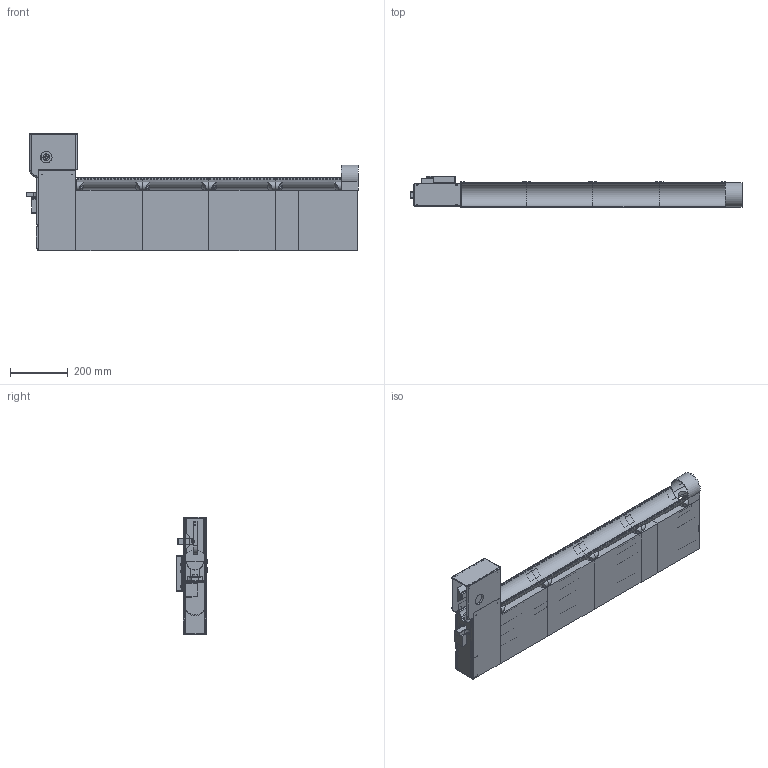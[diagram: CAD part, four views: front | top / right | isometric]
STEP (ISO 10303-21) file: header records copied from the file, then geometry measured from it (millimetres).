
FILE_DESCRIPTION(/* description */ (''),/* implementation_level */ '2;1');
FILE_NAME(/* name */ '8a4350f8-7377-418a-b40d-a8e6a9ee4399.stp',/* time_stamp */ '2021-02-11T12:09:20+00:00',/* author */ (''),/* organization */ (''),/* preprocessor_version */ 'ST-DEVELOPER v18.1',/* originating_system */ 'Autodesk Translation Framework v9.7.1.1290',/* authorisation */ '');
FILE_SCHEMA (('AUTOMOTIVE_DESIGN { 1 0 10303 214 3 1 1 }'));
Length unit declared in the file: millimetre
Products named in the file (1): pipe
Bounding box: 1153.5 x 110.99 x 408 mm (x, y, z)
Volume: 6364676.2 mm3; surface area: 2104621.5 mm2
Topology: 33 solids, 37 shells, 835 faces, 2519 edges, 1765 vertices
Faces by surface type: plane 412, cylinder 350, cone 36, bspline 21, torus 14, sphere 2
Full cylindrical faces by diameter (mm): 2.8 x34, 3 x8, 3.8 x12, 4.5 x160, 7 x4, 8 x1, 8.351 x1, 12 x8, 20 x4, 23 x1, 40 x1, 50 x2, 60 x1
Entity records: 41166 total; most frequent: CARTESIAN_POINT 18597, ORIENTED_EDGE 5022, DIRECTION 3830, EDGE_CURVE 2511, VERTEX_POINT 1764, AXIS2_PLACEMENT_3D 1300, EDGE_LOOP 1291, LINE 1230
